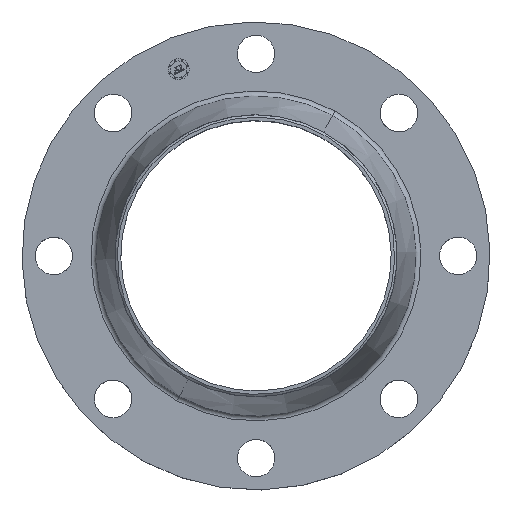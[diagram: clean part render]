
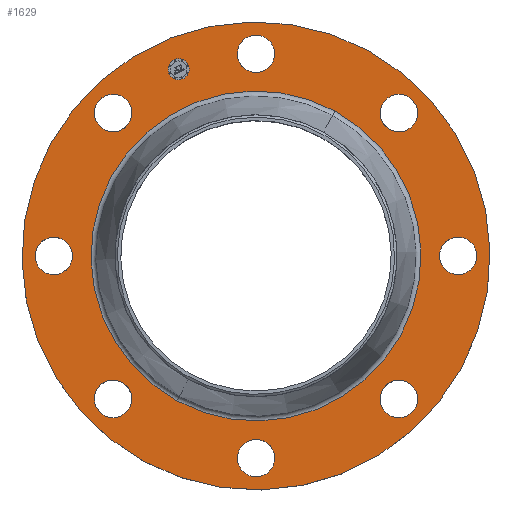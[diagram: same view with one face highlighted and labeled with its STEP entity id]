
A CAD part, top view. The second image highlights one B-rep face of the part: STEP entity #1629.
In plain terms, the highlighted planar face has unit normal (0, 0, 1).
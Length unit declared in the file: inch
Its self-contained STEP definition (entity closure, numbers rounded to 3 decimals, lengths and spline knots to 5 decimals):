
#65=AXIS2_PLACEMENT_3D('Circle Axis2P3D',#63,#64,$) ;
#110=AXIS2_PLACEMENT_3D('Circle Axis2P3D',#108,#109,$) ;
#178=AXIS2_PLACEMENT_3D('Circle Axis2P3D',#176,#177,$) ;
#202=AXIS2_PLACEMENT_3D('Circle Axis2P3D',#200,#201,$) ;
#219=AXIS2_PLACEMENT_3D('Circle Axis2P3D',#217,#218,$) ;
#254=AXIS2_PLACEMENT_3D('Circle Axis2P3D',#252,#253,$) ;
#975=AXIS2_PLACEMENT_3D('Circle Axis2P3D',#973,#974,$) ;
#992=AXIS2_PLACEMENT_3D('Circle Axis2P3D',#990,#991,$) ;
#1027=AXIS2_PLACEMENT_3D('Circle Axis2P3D',#1025,#1026,$) ;
#1044=AXIS2_PLACEMENT_3D('Circle Axis2P3D',#1042,#1043,$) ;
#1079=AXIS2_PLACEMENT_3D('Circle Axis2P3D',#1077,#1078,$) ;
#1096=AXIS2_PLACEMENT_3D('Circle Axis2P3D',#1094,#1095,$) ;
#1131=AXIS2_PLACEMENT_3D('Circle Axis2P3D',#1129,#1130,$) ;
#1148=AXIS2_PLACEMENT_3D('Circle Axis2P3D',#1146,#1147,$) ;
#1183=AXIS2_PLACEMENT_3D('Circle Axis2P3D',#1181,#1182,$) ;
#1200=AXIS2_PLACEMENT_3D('Circle Axis2P3D',#1198,#1199,$) ;
#1235=AXIS2_PLACEMENT_3D('Circle Axis2P3D',#1233,#1234,$) ;
#1252=AXIS2_PLACEMENT_3D('Circle Axis2P3D',#1250,#1251,$) ;
#1287=AXIS2_PLACEMENT_3D('Circle Axis2P3D',#1285,#1286,$) ;
#1304=AXIS2_PLACEMENT_3D('Circle Axis2P3D',#1302,#1303,$) ;
#1569=AXIS2_PLACEMENT_3D('Plane Axis2P3D',#1566,#1567,#1568) ;
#1613=AXIS2_PLACEMENT_3D('Circle Axis2P3D',#1611,#1612,$) ;
#1622=AXIS2_PLACEMENT_3D('Circle Axis2P3D',#1620,#1621,$) ;
#46=CARTESIAN_POINT('Vertex',(-0.38614,4.96095,0.94)) ;
#60=CARTESIAN_POINT('Vertex',(0.38614,4.53905,0.94)) ;
#63=CARTESIAN_POINT('Axis2P3D Location',(0.,4.75,0.94)) ;
#108=CARTESIAN_POINT('Axis2P3D Location',(0.,4.75,0.94)) ;
#173=CARTESIAN_POINT('Vertex',(-2.63684,-4.8267,0.94)) ;
#176=CARTESIAN_POINT('Axis2P3D Location',(0.,0.,0.94)) ;
#180=CARTESIAN_POINT('Vertex',(2.63684,4.8267,0.94)) ;
#200=CARTESIAN_POINT('Axis2P3D Location',(0.,0.,0.94)) ;
#217=CARTESIAN_POINT('Axis2P3D Location',(0.,0.,0.94)) ;
#221=CARTESIAN_POINT('Vertex',(1.85891,3.40272,0.94)) ;
#223=CARTESIAN_POINT('Vertex',(-1.85891,-3.40272,0.94)) ;
#252=CARTESIAN_POINT('Axis2P3D Location',(0.,0.,0.94)) ;
#963=CARTESIAN_POINT('Vertex',(-3.23488,-3.78096,0.94)) ;
#970=CARTESIAN_POINT('Vertex',(-3.48263,-2.93656,0.94)) ;
#973=CARTESIAN_POINT('Axis2P3D Location',(-3.35876,-3.35876,0.94)) ;
#990=CARTESIAN_POINT('Axis2P3D Location',(-3.35876,-3.35876,0.94)) ;
#1015=CARTESIAN_POINT('Vertex',(0.38614,-4.96095,0.94)) ;
#1022=CARTESIAN_POINT('Vertex',(-0.38614,-4.53905,0.94)) ;
#1025=CARTESIAN_POINT('Axis2P3D Location',(0.,-4.75,0.94)) ;
#1042=CARTESIAN_POINT('Axis2P3D Location',(0.,-4.75,0.94)) ;
#1067=CARTESIAN_POINT('Vertex',(-4.96095,-0.38614,0.94)) ;
#1074=CARTESIAN_POINT('Vertex',(-4.53905,0.38614,0.94)) ;
#1077=CARTESIAN_POINT('Axis2P3D Location',(-4.75,0.,0.94)) ;
#1094=CARTESIAN_POINT('Axis2P3D Location',(-4.75,0.,0.94)) ;
#1119=CARTESIAN_POINT('Vertex',(3.23488,3.78096,0.94)) ;
#1126=CARTESIAN_POINT('Vertex',(3.48263,2.93656,0.94)) ;
#1129=CARTESIAN_POINT('Axis2P3D Location',(3.35876,3.35876,0.94)) ;
#1146=CARTESIAN_POINT('Axis2P3D Location',(3.35876,3.35876,0.94)) ;
#1171=CARTESIAN_POINT('Vertex',(3.78096,-3.23488,0.94)) ;
#1178=CARTESIAN_POINT('Vertex',(2.93656,-3.48263,0.94)) ;
#1181=CARTESIAN_POINT('Axis2P3D Location',(3.35876,-3.35876,0.94)) ;
#1198=CARTESIAN_POINT('Axis2P3D Location',(3.35876,-3.35876,0.94)) ;
#1223=CARTESIAN_POINT('Vertex',(4.96095,0.38614,0.94)) ;
#1230=CARTESIAN_POINT('Vertex',(4.53905,-0.38614,0.94)) ;
#1233=CARTESIAN_POINT('Axis2P3D Location',(4.75,0.,0.94)) ;
#1250=CARTESIAN_POINT('Axis2P3D Location',(4.75,0.,0.94)) ;
#1275=CARTESIAN_POINT('Vertex',(-3.78096,3.23488,0.94)) ;
#1282=CARTESIAN_POINT('Vertex',(-2.93656,3.48263,0.94)) ;
#1285=CARTESIAN_POINT('Axis2P3D Location',(-3.35876,3.35876,0.94)) ;
#1302=CARTESIAN_POINT('Axis2P3D Location',(-3.35876,3.35876,0.94)) ;
#1566=CARTESIAN_POINT('Axis2P3D Location',(0.,5.5,0.94)) ;
#1611=CARTESIAN_POINT('Axis2P3D Location',(-1.81775,4.38843,0.94)) ;
#1615=CARTESIAN_POINT('Vertex',(-1.58909,4.48314,0.94)) ;
#1617=CARTESIAN_POINT('Vertex',(-2.04641,4.29371,0.94)) ;
#1620=CARTESIAN_POINT('Axis2P3D Location',(-1.81775,4.38843,0.94)) ;
#64=DIRECTION('Axis2P3D Direction',(0.,-0.,-0.039)) ;
#109=DIRECTION('Axis2P3D Direction',(0.,-0.,-0.039)) ;
#177=DIRECTION('Axis2P3D Direction',(0.,0.,-0.039)) ;
#201=DIRECTION('Axis2P3D Direction',(0.,0.,-0.039)) ;
#218=DIRECTION('Axis2P3D Direction',(0.,0.,-0.039)) ;
#253=DIRECTION('Axis2P3D Direction',(0.,0.,-0.039)) ;
#974=DIRECTION('Axis2P3D Direction',(0.,0.,-0.039)) ;
#991=DIRECTION('Axis2P3D Direction',(0.,0.,-0.039)) ;
#1026=DIRECTION('Axis2P3D Direction',(-0.,0.,-0.039)) ;
#1043=DIRECTION('Axis2P3D Direction',(-0.,0.,-0.039)) ;
#1078=DIRECTION('Axis2P3D Direction',(0.,0.,-0.039)) ;
#1095=DIRECTION('Axis2P3D Direction',(0.,0.,-0.039)) ;
#1130=DIRECTION('Axis2P3D Direction',(0.,-0.,-0.039)) ;
#1147=DIRECTION('Axis2P3D Direction',(0.,-0.,-0.039)) ;
#1182=DIRECTION('Axis2P3D Direction',(-0.,0.,-0.039)) ;
#1199=DIRECTION('Axis2P3D Direction',(-0.,0.,-0.039)) ;
#1234=DIRECTION('Axis2P3D Direction',(0.,-0.,-0.039)) ;
#1251=DIRECTION('Axis2P3D Direction',(0.,-0.,-0.039)) ;
#1286=DIRECTION('Axis2P3D Direction',(0.,0.,-0.039)) ;
#1303=DIRECTION('Axis2P3D Direction',(0.,0.,-0.039)) ;
#1567=DIRECTION('Axis2P3D Direction',(0.,0.,-0.039)) ;
#1568=DIRECTION('Axis2P3D XDirection',(0.039,0.,0.)) ;
#1612=DIRECTION('Axis2P3D Direction',(0.,0.,-0.039)) ;
#1621=DIRECTION('Axis2P3D Direction',(0.,0.,-0.039)) ;
#1572=ORIENTED_EDGE('',*,*,#204,.F.) ;
#1573=ORIENTED_EDGE('',*,*,#182,.F.) ;
#1576=ORIENTED_EDGE('',*,*,#67,.T.) ;
#1577=ORIENTED_EDGE('',*,*,#112,.T.) ;
#1580=ORIENTED_EDGE('',*,*,#256,.T.) ;
#1581=ORIENTED_EDGE('',*,*,#225,.T.) ;
#1584=ORIENTED_EDGE('',*,*,#1150,.T.) ;
#1585=ORIENTED_EDGE('',*,*,#1133,.T.) ;
#1588=ORIENTED_EDGE('',*,*,#1254,.T.) ;
#1589=ORIENTED_EDGE('',*,*,#1237,.T.) ;
#1592=ORIENTED_EDGE('',*,*,#1202,.T.) ;
#1593=ORIENTED_EDGE('',*,*,#1185,.T.) ;
#1596=ORIENTED_EDGE('',*,*,#1046,.T.) ;
#1597=ORIENTED_EDGE('',*,*,#1029,.T.) ;
#1600=ORIENTED_EDGE('',*,*,#994,.T.) ;
#1601=ORIENTED_EDGE('',*,*,#977,.T.) ;
#1604=ORIENTED_EDGE('',*,*,#1098,.T.) ;
#1605=ORIENTED_EDGE('',*,*,#1081,.T.) ;
#1608=ORIENTED_EDGE('',*,*,#1306,.T.) ;
#1609=ORIENTED_EDGE('',*,*,#1289,.T.) ;
#1626=ORIENTED_EDGE('',*,*,#1619,.F.) ;
#1627=ORIENTED_EDGE('',*,*,#1624,.F.) ;
#1578=FACE_BOUND('',#1575,.T.) ;
#1582=FACE_BOUND('',#1579,.T.) ;
#1586=FACE_BOUND('',#1583,.T.) ;
#1590=FACE_BOUND('',#1587,.T.) ;
#1594=FACE_BOUND('',#1591,.T.) ;
#1598=FACE_BOUND('',#1595,.T.) ;
#1602=FACE_BOUND('',#1599,.T.) ;
#1606=FACE_BOUND('',#1603,.T.) ;
#1610=FACE_BOUND('',#1607,.T.) ;
#1628=FACE_BOUND('',#1625,.T.) ;
#1629=ADVANCED_FACE('PartBody',(#1574,#1578,#1582,#1586,#1590,#1594,#1598,#1602,#1606,#1610,#1628),#1570,.F.) ;
#66=CIRCLE('generated circle',#65,0.44) ;
#111=CIRCLE('generated circle',#110,0.44) ;
#179=CIRCLE('generated circle',#178,5.5) ;
#203=CIRCLE('generated circle',#202,5.5) ;
#220=CIRCLE('generated circle',#219,3.87737) ;
#255=CIRCLE('generated circle',#254,3.87737) ;
#976=CIRCLE('generated circle',#975,0.44) ;
#993=CIRCLE('generated circle',#992,0.44) ;
#1028=CIRCLE('generated circle',#1027,0.44) ;
#1045=CIRCLE('generated circle',#1044,0.44) ;
#1080=CIRCLE('generated circle',#1079,0.44) ;
#1097=CIRCLE('generated circle',#1096,0.44) ;
#1132=CIRCLE('generated circle',#1131,0.44) ;
#1149=CIRCLE('generated circle',#1148,0.44) ;
#1184=CIRCLE('generated circle',#1183,0.44) ;
#1201=CIRCLE('generated circle',#1200,0.44) ;
#1236=CIRCLE('generated circle',#1235,0.44) ;
#1253=CIRCLE('generated circle',#1252,0.44) ;
#1288=CIRCLE('generated circle',#1287,0.44) ;
#1305=CIRCLE('generated circle',#1304,0.44) ;
#1614=CIRCLE('generated circle',#1613,0.2475) ;
#1623=CIRCLE('generated circle',#1622,0.2475) ;
#67=EDGE_CURVE('',#47,#61,#66,.T.) ;
#112=EDGE_CURVE('',#61,#47,#111,.T.) ;
#182=EDGE_CURVE('',#174,#181,#179,.T.) ;
#204=EDGE_CURVE('',#181,#174,#203,.T.) ;
#225=EDGE_CURVE('',#222,#224,#220,.T.) ;
#256=EDGE_CURVE('',#224,#222,#255,.T.) ;
#977=EDGE_CURVE('',#964,#971,#976,.T.) ;
#994=EDGE_CURVE('',#971,#964,#993,.T.) ;
#1029=EDGE_CURVE('',#1016,#1023,#1028,.T.) ;
#1046=EDGE_CURVE('',#1023,#1016,#1045,.T.) ;
#1081=EDGE_CURVE('',#1068,#1075,#1080,.T.) ;
#1098=EDGE_CURVE('',#1075,#1068,#1097,.T.) ;
#1133=EDGE_CURVE('',#1120,#1127,#1132,.T.) ;
#1150=EDGE_CURVE('',#1127,#1120,#1149,.T.) ;
#1185=EDGE_CURVE('',#1172,#1179,#1184,.T.) ;
#1202=EDGE_CURVE('',#1179,#1172,#1201,.T.) ;
#1237=EDGE_CURVE('',#1224,#1231,#1236,.T.) ;
#1254=EDGE_CURVE('',#1231,#1224,#1253,.T.) ;
#1289=EDGE_CURVE('',#1276,#1283,#1288,.T.) ;
#1306=EDGE_CURVE('',#1283,#1276,#1305,.T.) ;
#1619=EDGE_CURVE('',#1616,#1618,#1614,.F.) ;
#1624=EDGE_CURVE('',#1618,#1616,#1623,.F.) ;
#1571=EDGE_LOOP('',(#1572,#1573)) ;
#1575=EDGE_LOOP('',(#1576,#1577)) ;
#1579=EDGE_LOOP('',(#1580,#1581)) ;
#1583=EDGE_LOOP('',(#1584,#1585)) ;
#1587=EDGE_LOOP('',(#1588,#1589)) ;
#1591=EDGE_LOOP('',(#1592,#1593)) ;
#1595=EDGE_LOOP('',(#1596,#1597)) ;
#1599=EDGE_LOOP('',(#1600,#1601)) ;
#1603=EDGE_LOOP('',(#1604,#1605)) ;
#1607=EDGE_LOOP('',(#1608,#1609)) ;
#1625=EDGE_LOOP('',(#1626,#1627)) ;
#1574=FACE_OUTER_BOUND('',#1571,.T.) ;
#1570=PLANE('',#1569) ;
#47=VERTEX_POINT('',#46) ;
#61=VERTEX_POINT('',#60) ;
#174=VERTEX_POINT('',#173) ;
#181=VERTEX_POINT('',#180) ;
#222=VERTEX_POINT('',#221) ;
#224=VERTEX_POINT('',#223) ;
#964=VERTEX_POINT('',#963) ;
#971=VERTEX_POINT('',#970) ;
#1016=VERTEX_POINT('',#1015) ;
#1023=VERTEX_POINT('',#1022) ;
#1068=VERTEX_POINT('',#1067) ;
#1075=VERTEX_POINT('',#1074) ;
#1120=VERTEX_POINT('',#1119) ;
#1127=VERTEX_POINT('',#1126) ;
#1172=VERTEX_POINT('',#1171) ;
#1179=VERTEX_POINT('',#1178) ;
#1224=VERTEX_POINT('',#1223) ;
#1231=VERTEX_POINT('',#1230) ;
#1276=VERTEX_POINT('',#1275) ;
#1283=VERTEX_POINT('',#1282) ;
#1616=VERTEX_POINT('',#1615) ;
#1618=VERTEX_POINT('',#1617) ;
